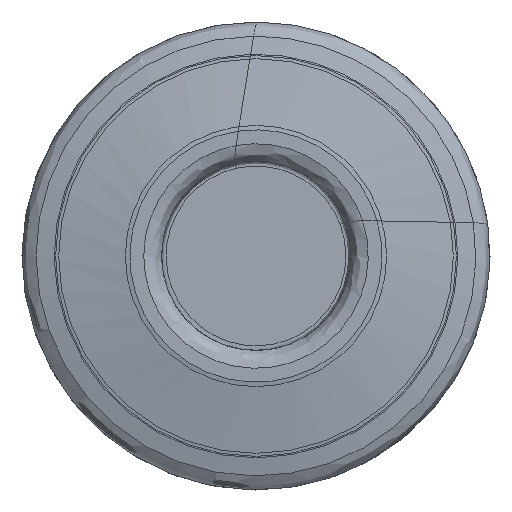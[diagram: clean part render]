
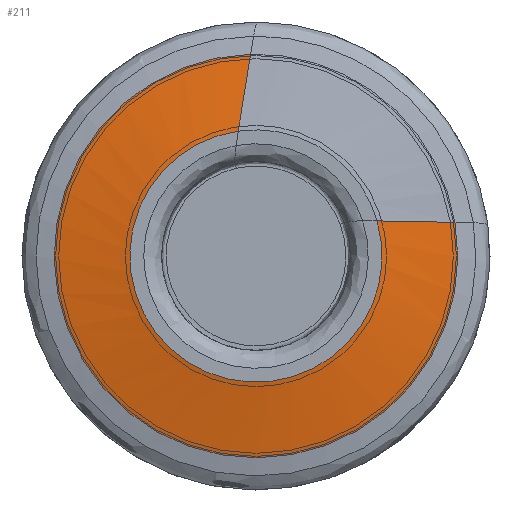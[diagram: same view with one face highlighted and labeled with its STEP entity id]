
A CAD part, left-side view. The second image highlights one B-rep face of the part: STEP entity #211.
In plain terms, the highlighted free-form (B-spline) face has degree [1, 3] with [2, 7] control points.
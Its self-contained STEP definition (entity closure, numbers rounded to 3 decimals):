
#40=(
BOUNDED_SURFACE()
B_SPLINE_SURFACE(1,3,((#1231,#1232,#1233,#1234,#1235,#1236,#1237),(#1238,
#1239,#1240,#1241,#1242,#1243,#1244)),.UNSPECIFIED.,.F.,.F.,.F.)
B_SPLINE_SURFACE_WITH_KNOTS((2,2),(4,3,4),(0.,1.),(0.,0.5,1.),
 .UNSPECIFIED.)
GEOMETRIC_REPRESENTATION_ITEM()
RATIONAL_B_SPLINE_SURFACE(((1.,0.567,0.567,1.,0.567,
0.567,1.),(1.,0.567,0.567,1.,0.567,
0.567,1.)))
REPRESENTATION_ITEM('')
SURFACE()
);
#72=LINE('',#1229,#96);
#73=LINE('',#1230,#97);
#96=VECTOR('',#879,1.);
#97=VECTOR('',#880,1.);
#161=FACE_OUTER_BOUND('',#315,.T.);
#211=ADVANCED_FACE('',(#161),#40,.F.);
#315=EDGE_LOOP('',(#408,#409,#410,#411));
#408=ORIENTED_EDGE('',*,*,#593,.F.);
#409=ORIENTED_EDGE('',*,*,#594,.T.);
#410=ORIENTED_EDGE('',*,*,#590,.T.);
#411=ORIENTED_EDGE('',*,*,#595,.T.);
#533=VERTEX_POINT('',#1221);
#534=VERTEX_POINT('',#1222);
#535=VERTEX_POINT('',#1227);
#536=VERTEX_POINT('',#1228);
#590=EDGE_CURVE('',#533,#534,#661,.T.);
#593=EDGE_CURVE('',#535,#536,#662,.T.);
#594=EDGE_CURVE('',#535,#533,#72,.T.);
#595=EDGE_CURVE('',#534,#536,#73,.T.);
#661=CIRCLE('',#734,5.391);
#662=CIRCLE('',#736,8.625);
#734=AXIS2_PLACEMENT_3D('',#1220,#871,#872);
#736=AXIS2_PLACEMENT_3D('',#1226,#877,#878);
#871=DIRECTION('',(1.,0.,0.));
#872=DIRECTION('',(0.,-0.961,0.278));
#877=DIRECTION('',(1.,0.,0.));
#878=DIRECTION('',(0.,-0.986,0.167));
#879=DIRECTION('',(-0.173,0.985,0.018));
#880=DIRECTION('',(0.173,-0.156,0.973));
#1220=CARTESIAN_POINT('',(0.,0.,0.));
#1221=CARTESIAN_POINT('',(0.,-5.178,1.5));
#1222=CARTESIAN_POINT('',(0.,0.759,5.337));
#1226=CARTESIAN_POINT('',(0.583,0.,0.));
#1227=CARTESIAN_POINT('',(0.583,-8.504,1.439));
#1228=CARTESIAN_POINT('',(0.583,0.231,8.622));
#1229=CARTESIAN_POINT('',(0.,-5.178,1.5));
#1230=CARTESIAN_POINT('',(0.,0.759,5.337));
#1231=CARTESIAN_POINT('',(0.,-5.178,1.5));
#1232=CARTESIAN_POINT('',(0.,-6.831,-4.207));
#1233=CARTESIAN_POINT('',(0.,-2.064,-7.753));
#1234=CARTESIAN_POINT('',(0.,2.926,-4.527));
#1235=CARTESIAN_POINT('',(0.,7.916,-1.302));
#1236=CARTESIAN_POINT('',(0.,6.641,4.501));
#1237=CARTESIAN_POINT('',(0.,0.759,5.337));
#1238=CARTESIAN_POINT('',(0.583,-8.504,1.439));
#1239=CARTESIAN_POINT('',(0.583,-10.09,-7.934));
#1240=CARTESIAN_POINT('',(0.583,-1.864,-12.7));
#1241=CARTESIAN_POINT('',(0.583,5.478,-6.662));
#1242=CARTESIAN_POINT('',(0.583,12.821,-0.624));
#1243=CARTESIAN_POINT('',(0.583,9.734,8.367));
#1244=CARTESIAN_POINT('',(0.583,0.231,8.622));
